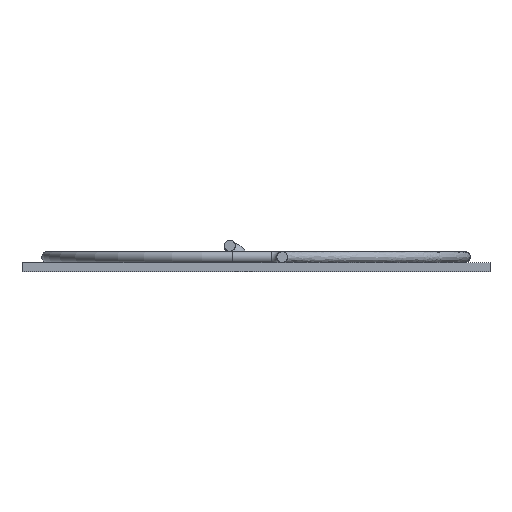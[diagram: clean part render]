
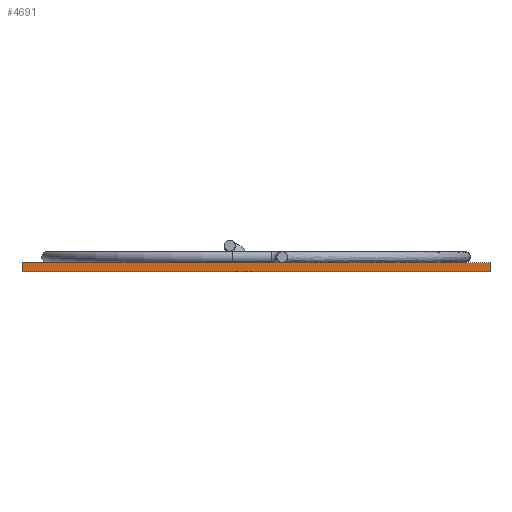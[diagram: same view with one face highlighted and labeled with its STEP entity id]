
A CAD part, front view. The second image highlights one B-rep face of the part: STEP entity #4691.
In plain terms, the highlighted face is planar.
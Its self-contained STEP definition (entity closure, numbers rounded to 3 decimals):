
#836=ORIENTED_EDGE('',*,*,#1505,.T.);
#837=ORIENTED_EDGE('',*,*,#1504,.F.);
#838=ORIENTED_EDGE('',*,*,#1497,.F.);
#839=ORIENTED_EDGE('',*,*,#1506,.T.);
#1497=EDGE_CURVE('',#1835,#1836,#2104,.T.);
#1504=EDGE_CURVE('',#1836,#1840,#2111,.T.);
#1505=EDGE_CURVE('',#1841,#1840,#2112,.T.);
#1506=EDGE_CURVE('',#1835,#1841,#2113,.T.);
#1835=VERTEX_POINT('',#8010);
#1836=VERTEX_POINT('',#8012);
#1840=VERTEX_POINT('',#8024);
#1841=VERTEX_POINT('',#8028);
#2104=LINE('',#8011,#2278);
#2111=LINE('',#8025,#2285);
#2112=LINE('',#8027,#2286);
#2113=LINE('',#8029,#2287);
#2278=VECTOR('',#5402,1000.);
#2285=VECTOR('',#5413,1000.);
#2286=VECTOR('',#5416,1000.);
#2287=VECTOR('',#5417,1000.);
#2422=EDGE_LOOP('',(#836,#837,#838,#839));
#2749=FACE_BOUND('',#2422,.T.);
#3057=PLANE('',#4901);
#4691=ADVANCED_FACE('',(#2749),#3057,.F.);
#4901=AXIS2_PLACEMENT_3D('',#8026,#5414,#5415);
#5402=DIRECTION('',(0.,-1.,0.));
#5413=DIRECTION('',(0.,0.,1.));
#5414=DIRECTION('',(-1.,0.,0.));
#5415=DIRECTION('',(0.,-1.,0.));
#5416=DIRECTION('',(0.,-1.,0.));
#5417=DIRECTION('',(0.,0.,1.));
#8010=CARTESIAN_POINT('',(285.,255.,-16.));
#8011=CARTESIAN_POINT('',(285.,255.,-16.));
#8012=CARTESIAN_POINT('',(285.,-255.,-16.));
#8024=CARTESIAN_POINT('',(285.,-255.,-6.));
#8025=CARTESIAN_POINT('',(285.,-255.,-16.));
#8026=CARTESIAN_POINT('',(285.,255.,-16.));
#8027=CARTESIAN_POINT('',(285.,255.,-6.));
#8028=CARTESIAN_POINT('',(285.,255.,-6.));
#8029=CARTESIAN_POINT('',(285.,255.,-16.));
